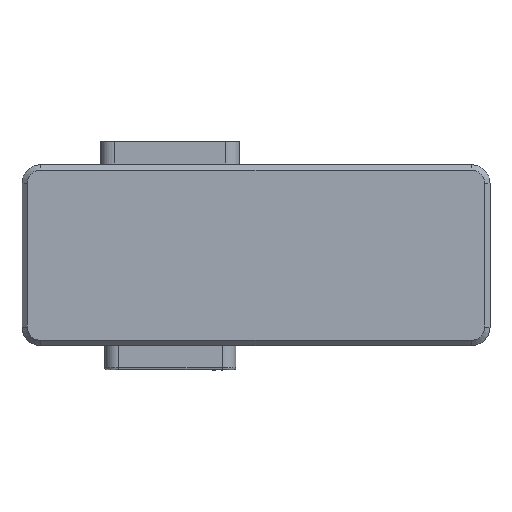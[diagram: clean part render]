
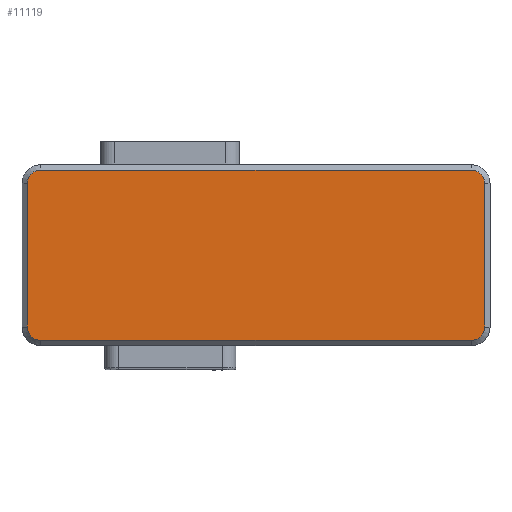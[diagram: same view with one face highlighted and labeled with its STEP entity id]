
A CAD part, top view. The second image highlights one B-rep face of the part: STEP entity #11119.
In plain terms, the highlighted planar face has unit normal (0, 0, 1).
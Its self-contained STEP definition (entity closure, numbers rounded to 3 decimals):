
#9733=CIRCLE('',#48153,2.5);
#9734=CIRCLE('',#48154,2.5);
#9735=CIRCLE('',#48155,2.5);
#9736=CIRCLE('',#48156,2.5);
#11119=ADVANCED_FACE('',(#14677),#13321,.T.);
#13321=PLANE('',#48157);
#14677=FACE_OUTER_BOUND('',#16651,.T.);
#16651=EDGE_LOOP('',(#27490,#27491,#27492,#27493,#27494,#27495,#27496,#27497));
#19313=LINE('',#63292,#23387);
#19314=LINE('',#63297,#23388);
#19315=LINE('',#63301,#23389);
#19316=LINE('',#63305,#23390);
#23387=VECTOR('',#51880,1.);
#23388=VECTOR('',#51883,1.);
#23389=VECTOR('',#51886,1.);
#23390=VECTOR('',#51889,1.);
#27490=ORIENTED_EDGE('',*,*,#42494,.T.);
#27491=ORIENTED_EDGE('',*,*,#42495,.T.);
#27492=ORIENTED_EDGE('',*,*,#42496,.T.);
#27493=ORIENTED_EDGE('',*,*,#42497,.T.);
#27494=ORIENTED_EDGE('',*,*,#42498,.T.);
#27495=ORIENTED_EDGE('',*,*,#42499,.T.);
#27496=ORIENTED_EDGE('',*,*,#42500,.T.);
#27497=ORIENTED_EDGE('',*,*,#42501,.T.);
#38754=VERTEX_POINT('',#63293);
#38755=VERTEX_POINT('',#63294);
#38756=VERTEX_POINT('',#63296);
#38757=VERTEX_POINT('',#63298);
#38758=VERTEX_POINT('',#63300);
#38759=VERTEX_POINT('',#63302);
#38760=VERTEX_POINT('',#63304);
#38761=VERTEX_POINT('',#63306);
#42494=EDGE_CURVE('',#38754,#38755,#19313,.T.);
#42495=EDGE_CURVE('',#38755,#38756,#9733,.T.);
#42496=EDGE_CURVE('',#38756,#38757,#19314,.T.);
#42497=EDGE_CURVE('',#38757,#38758,#9734,.T.);
#42498=EDGE_CURVE('',#38758,#38759,#19315,.T.);
#42499=EDGE_CURVE('',#38759,#38760,#9735,.T.);
#42500=EDGE_CURVE('',#38760,#38761,#19316,.T.);
#42501=EDGE_CURVE('',#38761,#38754,#9736,.T.);
#48153=AXIS2_PLACEMENT_3D('',#63295,#51881,#51882);
#48154=AXIS2_PLACEMENT_3D('',#63299,#51884,#51885);
#48155=AXIS2_PLACEMENT_3D('',#63303,#51887,#51888);
#48156=AXIS2_PLACEMENT_3D('',#63307,#51890,#51891);
#48157=AXIS2_PLACEMENT_3D('',#63308,#51892,#51893);
#51880=DIRECTION('',(1.,0.,0.));
#51881=DIRECTION('',(0.,0.,1.));
#51882=DIRECTION('',(1.,0.,0.));
#51883=DIRECTION('',(0.,1.,0.));
#51884=DIRECTION('',(0.,0.,1.));
#51885=DIRECTION('',(1.,0.,0.));
#51886=DIRECTION('',(-1.,0.,0.));
#51887=DIRECTION('',(0.,0.,1.));
#51888=DIRECTION('',(1.,0.,0.));
#51889=DIRECTION('',(0.,-1.,0.));
#51890=DIRECTION('',(0.,0.,1.));
#51891=DIRECTION('',(1.,0.,0.));
#51892=DIRECTION('',(0.,0.,1.));
#51893=DIRECTION('',(1.,0.,0.));
#63292=CARTESIAN_POINT('',(42.5,-0.5,15.75));
#63293=CARTESIAN_POINT('',(2.,-0.5,15.75));
#63294=CARTESIAN_POINT('',(83.,-0.5,15.75));
#63295=CARTESIAN_POINT('',(83.,2.,15.75));
#63296=CARTESIAN_POINT('',(85.5,2.,15.75));
#63297=CARTESIAN_POINT('',(85.5,15.5,15.75));
#63298=CARTESIAN_POINT('',(85.5,29.,15.75));
#63299=CARTESIAN_POINT('',(83.,29.,15.75));
#63300=CARTESIAN_POINT('',(83.,31.5,15.75));
#63301=CARTESIAN_POINT('',(42.5,31.5,15.75));
#63302=CARTESIAN_POINT('',(2.,31.5,15.75));
#63303=CARTESIAN_POINT('',(2.,29.,15.75));
#63304=CARTESIAN_POINT('',(-0.5,29.,15.75));
#63305=CARTESIAN_POINT('',(-0.5,15.5,15.75));
#63306=CARTESIAN_POINT('',(-0.5,2.,15.75));
#63307=CARTESIAN_POINT('',(2.,2.,15.75));
#63308=CARTESIAN_POINT('',(42.5,15.5,15.75));
